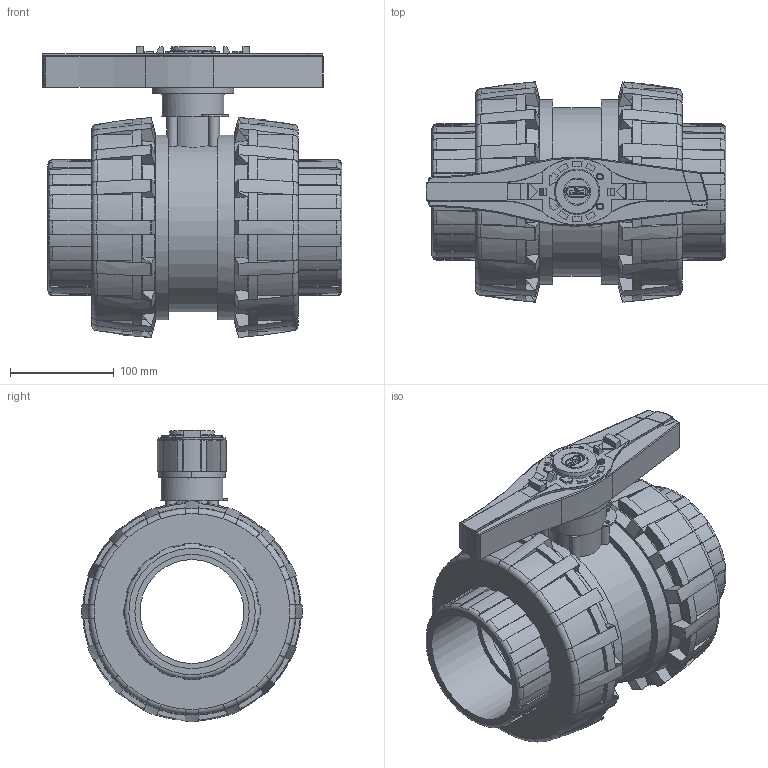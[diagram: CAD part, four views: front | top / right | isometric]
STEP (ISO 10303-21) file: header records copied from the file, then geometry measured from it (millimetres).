
FILE_DESCRIPTION(/* description */ (''),/* implementation_level */ '2;1');
FILE_NAME(/* name */ 'VXEIV110E.iam.stp',/* time_stamp */ '2014-06-09T14:31:58+02:00',/* author */ ('cmolini'),/* organization */ (''),/* preprocessor_version */ 'ST-DEVELOPER v15.6',/* originating_system */ 'Autodesk Inventor 2015',/* authorisation */ '');
FILE_SCHEMA (('AUTOMOTIVE_DESIGN { 1 0 10303 214 3 1 1 }'));
Length unit declared in the file: millimetre
Products named in the file (7): corpo valvola VEE 110; ENDIV110VXE; MOZZO-110; NTVXE110V; MANIGLIA-VXE-110; Piastrina 40; VXEIV110E
Bounding box: 288.49 x 212.16 x 280.58 mm (x, y, z)
Volume: 5042783.1 mm3; surface area: 628897.7 mm2
Topology: 8 solids, 10 shells, 1048 faces, 2904 edges, 1908 vertices
Faces by surface type: plane 408, cone 199, torus 193, cylinder 125, bspline 121, sphere 2
Full cylindrical faces by diameter (mm): 4.5 x2, 24 x1, 26.1 x1, 37.94 x1, 49.197 x1, 60.542 x1, 100 x3, 110 x2, 128.169 x2, 142.548 x2, 160.454 x2, 163.816 x2, 171.026 x2, 178 x2
Entity records: 30632 total; most frequent: CARTESIAN_POINT 12935, ORIENTED_EDGE 3896, DIRECTION 3376, EDGE_CURVE 1948, VERTEX_POINT 1288, AXIS2_PLACEMENT_3D 1275, LINE 826, VECTOR 826
